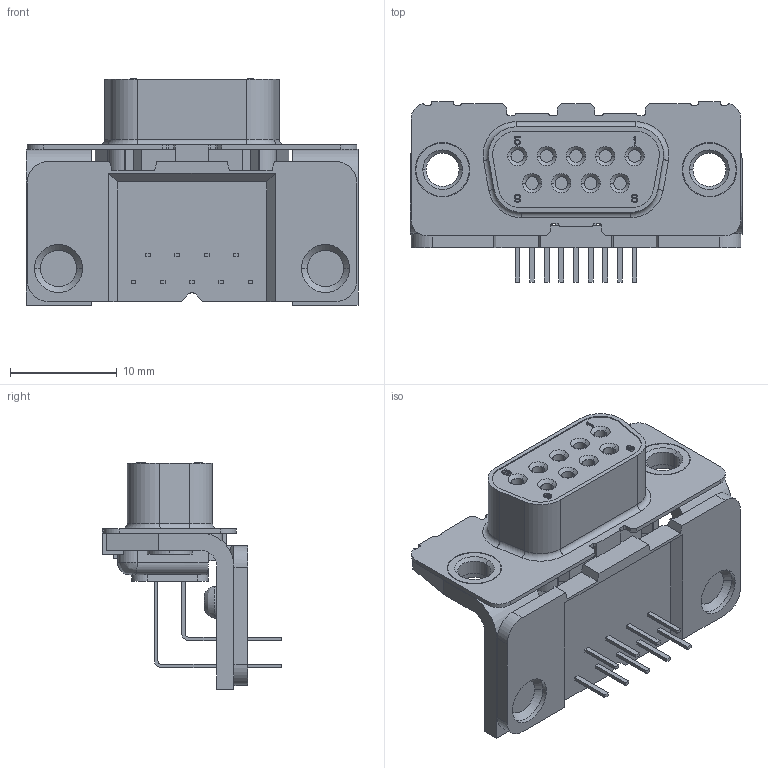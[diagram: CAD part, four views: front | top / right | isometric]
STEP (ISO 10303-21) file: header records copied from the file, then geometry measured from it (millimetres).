
FILE_DESCRIPTION((''),'2;1');
FILE_NAME('C-5-106505-2','2013-10-01T',('workeradm'),('Tyco Electronics Ltd.'),'PRO/ENGINEER BY PARAMETRIC TECHNOLOGY CORPORATION, 2013050','PRO/ENGINEER BY PARAMETRIC TECHNOLOGY CORPORATION, 2013050','');
FILE_SCHEMA(('AUTOMOTIVE_DESIGN { 1 0 10303 214 1 1 1 1 }'));
Length unit declared in the file: millimetre
Products named in the file (1): C-5-106505-2
Bounding box: 31.09 x 16.85 x 21.18 mm (x, y, z)
Volume: 2493.2 mm3; surface area: 3008.4 mm2
Topology: 1 solids, 1 shells, 641 faces, 1749 edges, 1148 vertices
Faces by surface type: plane 465, cylinder 126, cone 38, bspline 8, torus 4
Entity records: 20665 total; most frequent: CARTESIAN_POINT 4022, ORIENTED_EDGE 3498, DIRECTION 3287, EDGE_CURVE 1749, VECTOR 1405, LINE 1405, VERTEX_POINT 1148, AXIS2_PLACEMENT_3D 941
